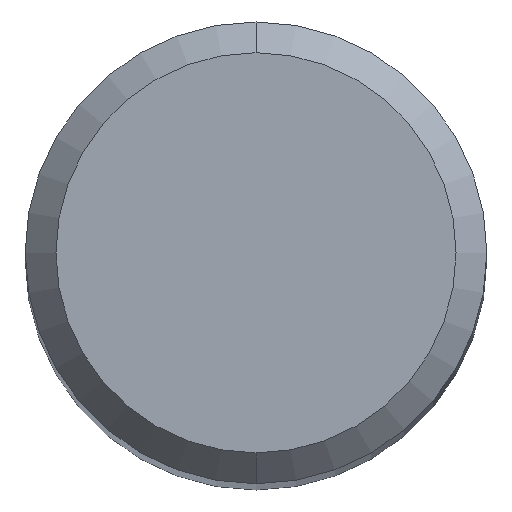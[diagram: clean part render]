
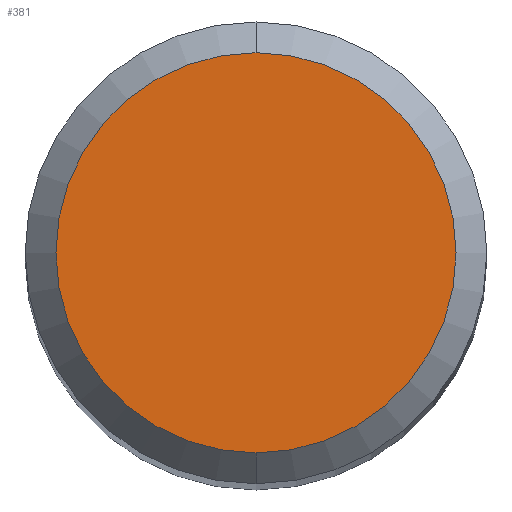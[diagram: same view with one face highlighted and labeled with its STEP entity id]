
A CAD part, top view. The second image highlights one B-rep face of the part: STEP entity #381.
In plain terms, the highlighted planar face has unit normal (0, 0, 1).
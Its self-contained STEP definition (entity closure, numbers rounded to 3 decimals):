
#227=VERTEX_POINT('',#526);
#271=EDGE_CURVE('',#227,#337,#574,.T.);
#337=VERTEX_POINT('',#646);
#381=ADVANCED_FACE('',(#696),#697,.T.);
#401=EDGE_CURVE('',#337,#227,#719,.T.);
#526=CARTESIAN_POINT('',(0.,-2.6,0.));
#574=CIRCLE('',#968,2.6);
#646=CARTESIAN_POINT('',(0.0,2.6,0.));
#696=FACE_OUTER_BOUND('',#1260,.T.);
#697=PLANE('',#1261);
#719=CIRCLE('',#1291,2.6);
#968=AXIS2_PLACEMENT_3D('',#1508,#1509,#1510);
#1260=EDGE_LOOP('',(#1656,#1657));
#1261=AXIS2_PLACEMENT_3D('',#1658,#1659,#1660);
#1291=AXIS2_PLACEMENT_3D('',#1688,#1689,#1690);
#1508=CARTESIAN_POINT('',(0.0,0.0,0.));
#1509=DIRECTION('',(0.0,0.0,-1.0));
#1510=DIRECTION('',(0.0,1.0,0.0));
#1656=ORIENTED_EDGE('',*,*,#401,.F.);
#1657=ORIENTED_EDGE('',*,*,#271,.F.);
#1658=CARTESIAN_POINT('',(0.0,1.3,0.));
#1659=DIRECTION('',(-0.0,0.0,1.0));
#1660=DIRECTION('',(0.0,-1.0,0.0));
#1688=CARTESIAN_POINT('',(0.0,0.0,0.));
#1689=DIRECTION('',(0.0,0.0,-1.0));
#1690=DIRECTION('',(0.0,1.0,0.0));
